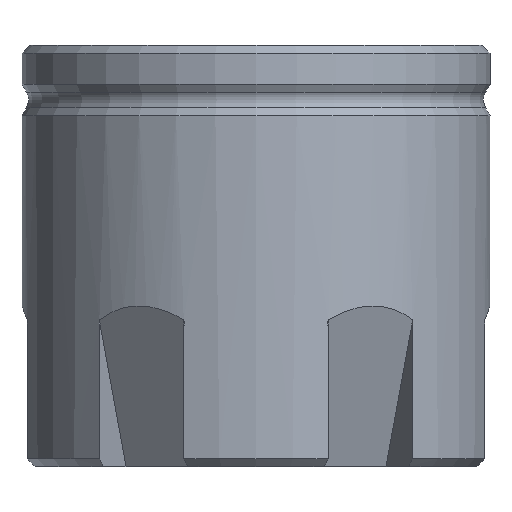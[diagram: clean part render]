
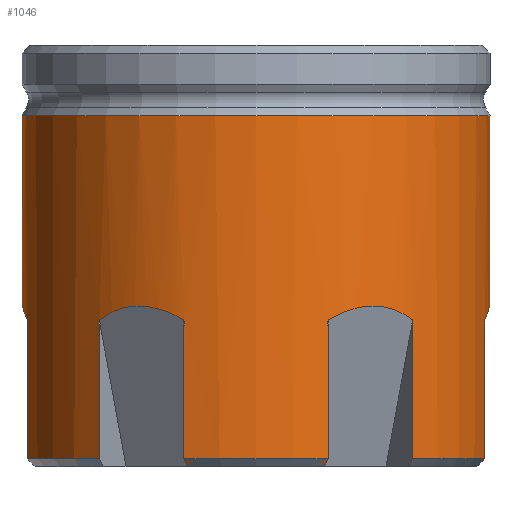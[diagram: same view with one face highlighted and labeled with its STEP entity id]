
A CAD part, left-side view. The second image highlights one B-rep face of the part: STEP entity #1046.
In plain terms, the highlighted cylindrical face has radius 6 mm (diameter 12 mm), a full revolution.
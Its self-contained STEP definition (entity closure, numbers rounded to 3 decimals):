
#20=ELLIPSE('',#1110,17.543,6.);
#21=ELLIPSE('',#1114,17.543,6.);
#22=ELLIPSE('',#1123,17.543,6.);
#23=ELLIPSE('',#1132,17.543,6.);
#24=ELLIPSE('',#1139,17.543,6.);
#25=ELLIPSE('',#1141,17.543,6.);
#28=LINE('',#1420,#70);
#31=LINE('',#1429,#73);
#32=LINE('',#1431,#74);
#35=LINE('',#1440,#77);
#39=LINE('',#1497,#81);
#45=LINE('',#1516,#87);
#46=LINE('',#1524,#88);
#52=LINE('',#1540,#94);
#53=LINE('',#1548,#95);
#59=LINE('',#1564,#101);
#62=LINE('',#1575,#104);
#63=LINE('',#1580,#105);
#70=VECTOR('',#1185,1000.);
#73=VECTOR('',#1192,1000.);
#74=VECTOR('',#1195,1000.);
#77=VECTOR('',#1202,1000.);
#81=VECTOR('',#1276,1000.);
#87=VECTOR('',#1292,1000.);
#88=VECTOR('',#1303,1000.);
#94=VECTOR('',#1317,1000.);
#95=VECTOR('',#1328,1000.);
#101=VECTOR('',#1342,1000.);
#104=VECTOR('',#1357,1000.);
#105=VECTOR('',#1362,1000.);
#137=CYLINDRICAL_SURFACE('',#1140,6.);
#255=ORIENTED_EDGE('',*,*,#330,.F.);
#256=ORIENTED_EDGE('',*,*,#408,.T.);
#257=ORIENTED_EDGE('',*,*,#409,.T.);
#258=ORIENTED_EDGE('',*,*,#338,.F.);
#259=ORIENTED_EDGE('',*,*,#359,.F.);
#260=ORIENTED_EDGE('',*,*,#343,.T.);
#261=ORIENTED_EDGE('',*,*,#367,.T.);
#262=ORIENTED_EDGE('',*,*,#342,.F.);
#263=ORIENTED_EDGE('',*,*,#410,.F.);
#264=ORIENTED_EDGE('',*,*,#369,.T.);
#265=ORIENTED_EDGE('',*,*,#373,.T.);
#266=ORIENTED_EDGE('',*,*,#378,.F.);
#267=ORIENTED_EDGE('',*,*,#379,.F.);
#268=ORIENTED_EDGE('',*,*,#382,.T.);
#269=ORIENTED_EDGE('',*,*,#385,.T.);
#270=ORIENTED_EDGE('',*,*,#390,.F.);
#271=ORIENTED_EDGE('',*,*,#391,.F.);
#272=ORIENTED_EDGE('',*,*,#394,.T.);
#273=ORIENTED_EDGE('',*,*,#397,.T.);
#274=ORIENTED_EDGE('',*,*,#402,.F.);
#275=ORIENTED_EDGE('',*,*,#403,.F.);
#276=ORIENTED_EDGE('',*,*,#347,.T.);
#277=ORIENTED_EDGE('',*,*,#405,.T.);
#278=ORIENTED_EDGE('',*,*,#411,.F.);
#279=ORIENTED_EDGE('',*,*,#412,.F.);
#330=EDGE_CURVE('',#423,#423,#492,.T.);
#338=EDGE_CURVE('',#431,#429,#28,.T.);
#342=EDGE_CURVE('',#435,#433,#31,.T.);
#343=EDGE_CURVE('',#436,#437,#32,.T.);
#347=EDGE_CURVE('',#440,#441,#35,.T.);
#359=EDGE_CURVE('',#436,#431,#509,.T.);
#367=EDGE_CURVE('',#437,#433,#20,.T.);
#369=EDGE_CURVE('',#458,#459,#39,.T.);
#373=EDGE_CURVE('',#459,#462,#21,.T.);
#378=EDGE_CURVE('',#465,#462,#45,.T.);
#379=EDGE_CURVE('',#466,#465,#519,.T.);
#382=EDGE_CURVE('',#466,#468,#46,.T.);
#385=EDGE_CURVE('',#468,#470,#22,.T.);
#390=EDGE_CURVE('',#473,#470,#52,.T.);
#391=EDGE_CURVE('',#474,#473,#523,.T.);
#394=EDGE_CURVE('',#474,#476,#53,.T.);
#397=EDGE_CURVE('',#476,#478,#23,.T.);
#402=EDGE_CURVE('',#481,#478,#59,.T.);
#403=EDGE_CURVE('',#440,#481,#527,.T.);
#405=EDGE_CURVE('',#441,#482,#24,.T.);
#408=EDGE_CURVE('',#484,#485,#62,.T.);
#409=EDGE_CURVE('',#485,#429,#25,.T.);
#410=EDGE_CURVE('',#458,#435,#529,.T.);
#411=EDGE_CURVE('',#486,#482,#63,.T.);
#412=EDGE_CURVE('',#484,#486,#530,.T.);
#423=VERTEX_POINT('',#1400);
#429=VERTEX_POINT('',#1415);
#431=VERTEX_POINT('',#1419);
#433=VERTEX_POINT('',#1424);
#435=VERTEX_POINT('',#1428);
#436=VERTEX_POINT('',#1432);
#437=VERTEX_POINT('',#1433);
#440=VERTEX_POINT('',#1441);
#441=VERTEX_POINT('',#1442);
#458=VERTEX_POINT('',#1498);
#459=VERTEX_POINT('',#1499);
#462=VERTEX_POINT('',#1507);
#465=VERTEX_POINT('',#1515);
#466=VERTEX_POINT('',#1519);
#468=VERTEX_POINT('',#1525);
#470=VERTEX_POINT('',#1531);
#473=VERTEX_POINT('',#1539);
#474=VERTEX_POINT('',#1543);
#476=VERTEX_POINT('',#1549);
#478=VERTEX_POINT('',#1555);
#481=VERTEX_POINT('',#1563);
#482=VERTEX_POINT('',#1570);
#484=VERTEX_POINT('',#1576);
#485=VERTEX_POINT('',#1577);
#486=VERTEX_POINT('',#1581);
#492=CIRCLE('',#1062,6.);
#509=CIRCLE('',#1094,6.);
#519=CIRCLE('',#1118,6.);
#523=CIRCLE('',#1127,6.);
#527=CIRCLE('',#1136,6.);
#529=CIRCLE('',#1142,6.);
#530=CIRCLE('',#1143,6.);
#591=EDGE_LOOP('',(#255));
#592=EDGE_LOOP('',(#256,#257,#258,#259,#260,#261,#262,#263,#264,#265,#266,
#267,#268,#269,#270,#271,#272,#273,#274,#275,#276,#277,#278,#279));
#659=FACE_BOUND('',#591,.T.);
#660=FACE_BOUND('',#592,.T.);
#1046=ADVANCED_FACE('',(#659,#660),#137,.T.);
#1062=AXIS2_PLACEMENT_3D('',#1399,#1163,#1164);
#1094=AXIS2_PLACEMENT_3D('',#1472,#1239,#1240);
#1110=AXIS2_PLACEMENT_3D('',#1494,#1271,#1272);
#1114=AXIS2_PLACEMENT_3D('',#1506,#1283,#1284);
#1118=AXIS2_PLACEMENT_3D('',#1518,#1295,#1296);
#1123=AXIS2_PLACEMENT_3D('',#1530,#1308,#1309);
#1127=AXIS2_PLACEMENT_3D('',#1542,#1320,#1321);
#1132=AXIS2_PLACEMENT_3D('',#1554,#1333,#1334);
#1136=AXIS2_PLACEMENT_3D('',#1566,#1345,#1346);
#1139=AXIS2_PLACEMENT_3D('',#1569,#1351,#1352);
#1140=AXIS2_PLACEMENT_3D('',#1574,#1355,#1356);
#1141=AXIS2_PLACEMENT_3D('',#1578,#1358,#1359);
#1142=AXIS2_PLACEMENT_3D('',#1579,#1360,#1361);
#1143=AXIS2_PLACEMENT_3D('',#1582,#1363,#1364);
#1163=DIRECTION('',(0.,0.,1.));
#1164=DIRECTION('',(1.,0.,0.));
#1185=DIRECTION('',(0.,0.,1.));
#1192=DIRECTION('',(0.,0.,1.));
#1195=DIRECTION('',(0.,0.,1.));
#1202=DIRECTION('',(0.,0.,1.));
#1239=DIRECTION('',(0.,0.,-1.));
#1240=DIRECTION('',(-1.,0.,0.));
#1271=DIRECTION('',(0.814,0.47,0.342));
#1272=DIRECTION('',(-0.296,-0.171,0.94));
#1276=DIRECTION('',(0.,0.,1.));
#1283=DIRECTION('',(0.,0.94,0.342));
#1284=DIRECTION('',(0.,-0.342,0.94));
#1292=DIRECTION('',(0.,0.,1.));
#1295=DIRECTION('',(0.,0.,-1.));
#1296=DIRECTION('',(-1.,0.,0.));
#1303=DIRECTION('',(0.,0.,1.));
#1308=DIRECTION('',(-0.814,0.47,0.342));
#1309=DIRECTION('',(0.296,-0.171,0.94));
#1317=DIRECTION('',(0.,0.,1.));
#1320=DIRECTION('',(0.,0.,-1.));
#1321=DIRECTION('',(-1.,0.,0.));
#1328=DIRECTION('',(0.,0.,1.));
#1333=DIRECTION('',(-0.814,-0.47,0.342));
#1334=DIRECTION('',(0.296,0.171,0.94));
#1342=DIRECTION('',(0.,0.,1.));
#1345=DIRECTION('',(0.,0.,-1.));
#1346=DIRECTION('',(-1.,0.,0.));
#1351=DIRECTION('',(0.,-0.94,0.342));
#1352=DIRECTION('',(0.,0.342,0.94));
#1355=DIRECTION('',(0.,0.,-1.));
#1356=DIRECTION('',(1.,0.,0.));
#1357=DIRECTION('',(0.,0.,1.));
#1358=DIRECTION('',(0.814,-0.47,0.342));
#1359=DIRECTION('',(-0.296,0.171,0.94));
#1360=DIRECTION('',(0.,0.,-1.));
#1361=DIRECTION('',(-1.,0.,0.));
#1362=DIRECTION('',(0.,0.,1.));
#1363=DIRECTION('',(0.,0.,-1.));
#1364=DIRECTION('',(-1.,0.,0.));
#1399=CARTESIAN_POINT('',(0.,0.,9.));
#1400=CARTESIAN_POINT('',(6.,0.,9.));
#1415=CARTESIAN_POINT('',(-5.707,1.852,3.76));
#1419=CARTESIAN_POINT('',(-5.707,1.852,0.2));
#1420=CARTESIAN_POINT('',(-5.707,1.852,0.));
#1424=CARTESIAN_POINT('',(-4.457,-4.017,3.76));
#1428=CARTESIAN_POINT('',(-4.457,-4.017,0.2));
#1429=CARTESIAN_POINT('',(-4.457,-4.017,0.));
#1431=CARTESIAN_POINT('',(-5.707,-1.852,0.));
#1432=CARTESIAN_POINT('',(-5.707,-1.852,0.2));
#1433=CARTESIAN_POINT('',(-5.707,-1.852,3.76));
#1440=CARTESIAN_POINT('',(1.25,5.868,0.));
#1441=CARTESIAN_POINT('',(1.25,5.868,0.2));
#1442=CARTESIAN_POINT('',(1.25,5.868,3.76));
#1472=CARTESIAN_POINT('',(0.,0.,0.2));
#1494=CARTESIAN_POINT('',(0.,0.,-12.364));
#1497=CARTESIAN_POINT('',(-1.25,-5.868,0.));
#1498=CARTESIAN_POINT('',(-1.25,-5.868,0.2));
#1499=CARTESIAN_POINT('',(-1.25,-5.868,3.76));
#1506=CARTESIAN_POINT('',(0.,0.,-12.364));
#1507=CARTESIAN_POINT('',(1.25,-5.868,3.76));
#1515=CARTESIAN_POINT('',(1.25,-5.868,0.2));
#1516=CARTESIAN_POINT('',(1.25,-5.868,0.));
#1518=CARTESIAN_POINT('',(0.,0.,0.2));
#1519=CARTESIAN_POINT('',(4.457,-4.017,0.2));
#1524=CARTESIAN_POINT('',(4.457,-4.017,0.));
#1525=CARTESIAN_POINT('',(4.457,-4.017,3.76));
#1530=CARTESIAN_POINT('',(0.,0.,-12.364));
#1531=CARTESIAN_POINT('',(5.707,-1.852,3.76));
#1539=CARTESIAN_POINT('',(5.707,-1.852,0.2));
#1540=CARTESIAN_POINT('',(5.707,-1.852,0.));
#1542=CARTESIAN_POINT('',(0.,0.,0.2));
#1543=CARTESIAN_POINT('',(5.707,1.852,0.2));
#1548=CARTESIAN_POINT('',(5.707,1.852,0.));
#1549=CARTESIAN_POINT('',(5.707,1.852,3.76));
#1554=CARTESIAN_POINT('',(0.,0.,-12.364));
#1555=CARTESIAN_POINT('',(4.457,4.017,3.76));
#1563=CARTESIAN_POINT('',(4.457,4.017,0.2));
#1564=CARTESIAN_POINT('',(4.457,4.017,0.));
#1566=CARTESIAN_POINT('',(0.,0.,0.2));
#1569=CARTESIAN_POINT('',(0.,0.,-12.364));
#1570=CARTESIAN_POINT('',(-1.25,5.868,3.76));
#1574=CARTESIAN_POINT('',(0.,0.,0.));
#1575=CARTESIAN_POINT('',(-4.457,4.017,0.));
#1576=CARTESIAN_POINT('',(-4.457,4.017,0.2));
#1577=CARTESIAN_POINT('',(-4.457,4.017,3.76));
#1578=CARTESIAN_POINT('',(0.,0.,-12.364));
#1579=CARTESIAN_POINT('',(0.,0.,0.2));
#1580=CARTESIAN_POINT('',(-1.25,5.868,0.));
#1581=CARTESIAN_POINT('',(-1.25,5.868,0.2));
#1582=CARTESIAN_POINT('',(0.,0.,0.2));
